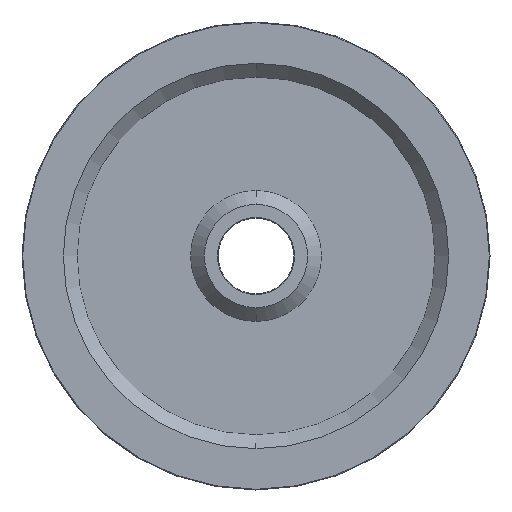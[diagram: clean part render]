
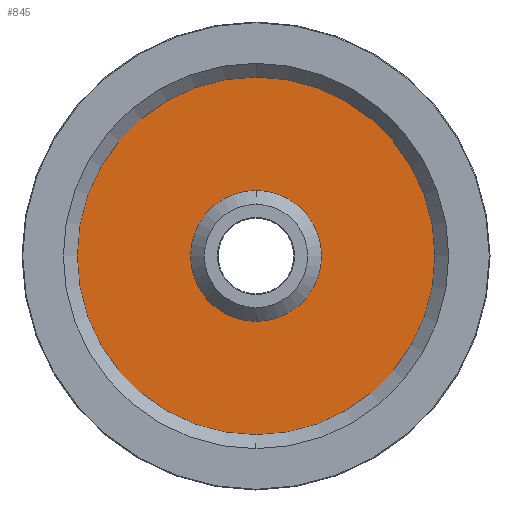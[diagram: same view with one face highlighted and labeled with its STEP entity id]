
A CAD part, left-side view. The second image highlights one B-rep face of the part: STEP entity #845.
In plain terms, the highlighted planar face has unit normal (-1, 0, 0).
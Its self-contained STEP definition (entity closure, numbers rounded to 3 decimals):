
#16 = CARTESIAN_POINT ( 'NONE',  ( -5., 0., 47.5 ) ) ;
#27 = DIRECTION ( 'NONE',  ( 0., 0., 1. ) ) ;
#44 = DIRECTION ( 'NONE',  ( -1., 0., 0. ) ) ;
#69 = FACE_OUTER_BOUND ( 'NONE', #176, .T. ) ;
#90 = VERTEX_POINT ( 'NONE', #1215 ) ;
#106 = DIRECTION ( 'NONE',  ( -1., 0., 0. ) ) ;
#120 = DIRECTION ( 'NONE',  ( -1., 0., 0. ) ) ;
#125 = EDGE_CURVE ( 'NONE', #90, #190, #962, .T. ) ;
#163 = AXIS2_PLACEMENT_3D ( 'NONE', #684, #120, #767 ) ;
#176 = EDGE_LOOP ( 'NONE', ( #405, #921 ) ) ;
#190 = VERTEX_POINT ( 'NONE', #16 ) ;
#234 = CARTESIAN_POINT ( 'NONE',  ( -5., 47.5, 0. ) ) ;
#235 = AXIS2_PLACEMENT_3D ( 'NONE', #1167, #583, #27 ) ;
#237 = CIRCLE ( 'NONE', #163, 130. ) ;
#314 = ORIENTED_EDGE ( 'NONE', *, *, #780, .F. ) ;
#320 = CIRCLE ( 'NONE', #447, 130. ) ;
#405 = ORIENTED_EDGE ( 'NONE', *, *, #656, .T. ) ;
#428 = DIRECTION ( 'NONE',  ( 1., 0., 0. ) ) ;
#447 = AXIS2_PLACEMENT_3D ( 'NONE', #597, #44, #693 ) ;
#532 = VERTEX_POINT ( 'NONE', #739 ) ;
#580 = PLANE ( 'NONE',  #1171 ) ;
#583 = DIRECTION ( 'NONE',  ( -1., 0., 0. ) ) ;
#591 = CIRCLE ( 'NONE', #672, 47.5 ) ;
#597 = CARTESIAN_POINT ( 'NONE',  ( -5., 0., 0. ) ) ;
#656 = EDGE_CURVE ( 'NONE', #1034, #532, #237, .T. ) ;
#665 = CARTESIAN_POINT ( 'NONE',  ( -5., 0., 0. ) ) ;
#672 = AXIS2_PLACEMENT_3D ( 'NONE', #665, #106, #755 ) ;
#684 = CARTESIAN_POINT ( 'NONE',  ( -5., 0., 0. ) ) ;
#693 = DIRECTION ( 'NONE',  ( 0., 0., 1. ) ) ;
#739 = CARTESIAN_POINT ( 'NONE',  ( -5., 0., -130. ) ) ;
#755 = DIRECTION ( 'NONE',  ( 0., 0., 1. ) ) ;
#767 = DIRECTION ( 'NONE',  ( 0., 0., 1. ) ) ;
#773 = FACE_BOUND ( 'NONE', #1181, .T. ) ;
#780 = EDGE_CURVE ( 'NONE', #190, #90, #591, .T. ) ;
#845 = ADVANCED_FACE ( 'NONE', ( #773, #69 ), #580, .F. ) ;
#921 = ORIENTED_EDGE ( 'NONE', *, *, #964, .T. ) ;
#945 = ORIENTED_EDGE ( 'NONE', *, *, #125, .F. ) ;
#962 = CIRCLE ( 'NONE', #235, 47.5 ) ;
#964 = EDGE_CURVE ( 'NONE', #532, #1034, #320, .T. ) ;
#1034 = VERTEX_POINT ( 'NONE', #1141 ) ;
#1093 = DIRECTION ( 'NONE',  ( 0., 0., -1. ) ) ;
#1141 = CARTESIAN_POINT ( 'NONE',  ( -5., 0., 130. ) ) ;
#1167 = CARTESIAN_POINT ( 'NONE',  ( -5., 0., 0. ) ) ;
#1171 = AXIS2_PLACEMENT_3D ( 'NONE', #234, #428, #1093 ) ;
#1181 = EDGE_LOOP ( 'NONE', ( #945, #314 ) ) ;
#1215 = CARTESIAN_POINT ( 'NONE',  ( -5., 0., -47.5 ) ) ;
